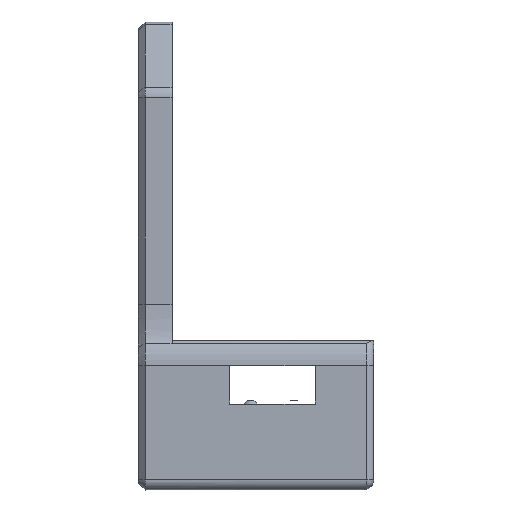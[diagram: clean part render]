
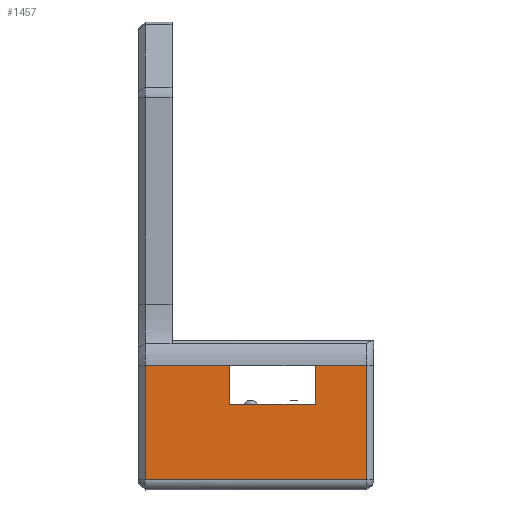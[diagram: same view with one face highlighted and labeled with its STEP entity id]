
A CAD part, left-side view. The second image highlights one B-rep face of the part: STEP entity #1457.
In plain terms, the highlighted planar face has unit normal (-1, 0, 0).
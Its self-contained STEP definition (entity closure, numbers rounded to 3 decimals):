
#58=PLANE('',#1605);
#139=FACE_OUTER_BOUND('',#230,.T.);
#230=EDGE_LOOP('',(#1226,#1227,#1228,#1229,#1230,#1231,#1232,#1233));
#382=LINE('',#3307,#504);
#438=LINE('',#3923,#560);
#440=LINE('',#3927,#562);
#445=LINE('',#3934,#567);
#446=LINE('',#3937,#568);
#447=LINE('',#3939,#569);
#448=LINE('',#3940,#570);
#449=LINE('',#3941,#571);
#504=VECTOR('',#1765,10.);
#560=VECTOR('',#1945,10.);
#562=VECTOR('',#1949,10.);
#567=VECTOR('',#1956,10.);
#568=VECTOR('',#1959,10.);
#569=VECTOR('',#1960,10.);
#570=VECTOR('',#1961,10.);
#571=VECTOR('',#1962,10.);
#643=VERTEX_POINT('',#3294);
#647=VERTEX_POINT('',#3305);
#705=VERTEX_POINT('',#3914);
#706=VERTEX_POINT('',#3916);
#708=VERTEX_POINT('',#3922);
#709=VERTEX_POINT('',#3926);
#711=VERTEX_POINT('',#3936);
#712=VERTEX_POINT('',#3938);
#797=EDGE_CURVE('',#647,#643,#382,.T.);
#892=EDGE_CURVE('',#708,#706,#438,.T.);
#894=EDGE_CURVE('',#709,#708,#440,.T.);
#899=EDGE_CURVE('',#705,#709,#445,.T.);
#900=EDGE_CURVE('',#711,#647,#446,.T.);
#901=EDGE_CURVE('',#712,#711,#447,.T.);
#902=EDGE_CURVE('',#705,#712,#448,.T.);
#903=EDGE_CURVE('',#706,#643,#449,.T.);
#1226=ORIENTED_EDGE('',*,*,#797,.F.);
#1227=ORIENTED_EDGE('',*,*,#900,.F.);
#1228=ORIENTED_EDGE('',*,*,#901,.F.);
#1229=ORIENTED_EDGE('',*,*,#902,.F.);
#1230=ORIENTED_EDGE('',*,*,#899,.T.);
#1231=ORIENTED_EDGE('',*,*,#894,.T.);
#1232=ORIENTED_EDGE('',*,*,#892,.T.);
#1233=ORIENTED_EDGE('',*,*,#903,.T.);
#1457=ADVANCED_FACE('',(#139),#58,.T.);
#1605=AXIS2_PLACEMENT_3D('',#3935,#1957,#1958);
#1765=DIRECTION('',(0.,0.,1.));
#1945=DIRECTION('',(0.,0.,1.));
#1949=DIRECTION('',(0.,1.,0.));
#1956=DIRECTION('',(0.,0.,-1.));
#1957=DIRECTION('center_axis',(-1.,0.,0.));
#1958=DIRECTION('ref_axis',(0.,0.,
1.));
#1959=DIRECTION('',(0.,1.,0.));
#1960=DIRECTION('',(0.,0.,-1.));
#1961=DIRECTION('',(0.,-1.,0.));
#1962=DIRECTION('',(0.,1.,0.));
#3294=CARTESIAN_POINT('',(-47.115,28.735,34.19));
#3305=CARTESIAN_POINT('',(-47.115,28.735,17.19));
#3307=CARTESIAN_POINT('',(-47.115,28.735,43.612));
#3914=CARTESIAN_POINT('',(-47.115,3.435,34.19));
#3916=CARTESIAN_POINT('',(-47.115,16.135,34.19));
#3922=CARTESIAN_POINT('',(-47.115,16.135,28.49));
#3923=CARTESIAN_POINT('',(-47.115,16.135,21.59));
#3926=CARTESIAN_POINT('',(-47.115,3.435,28.49));
#3927=CARTESIAN_POINT('',(-47.115,16.585,28.49));
#3934=CARTESIAN_POINT('',(-47.115,3.435,24.44));
#3935=CARTESIAN_POINT('Origin',(-47.115,29.735,14.69));
#3936=CARTESIAN_POINT('',(-47.115,-4.265,17.19));
#3937=CARTESIAN_POINT('',(-47.115,29.735,17.19));
#3938=CARTESIAN_POINT('',(-47.115,-4.265,34.19));
#3939=CARTESIAN_POINT('',(-47.115,-4.265,32.358));
#3940=CARTESIAN_POINT('',(-47.115,21.484,34.19));
#3941=CARTESIAN_POINT('',(-47.115,29.735,34.19));
